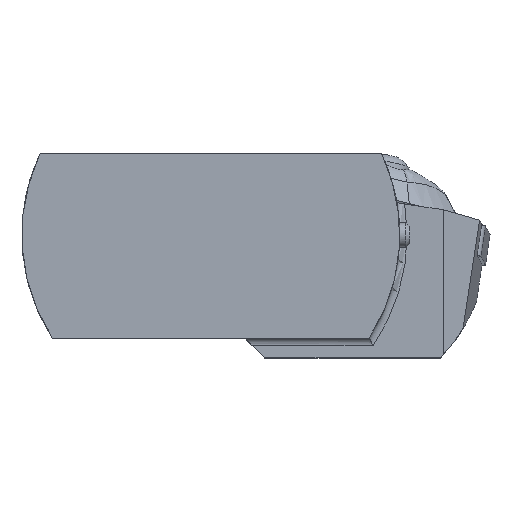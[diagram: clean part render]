
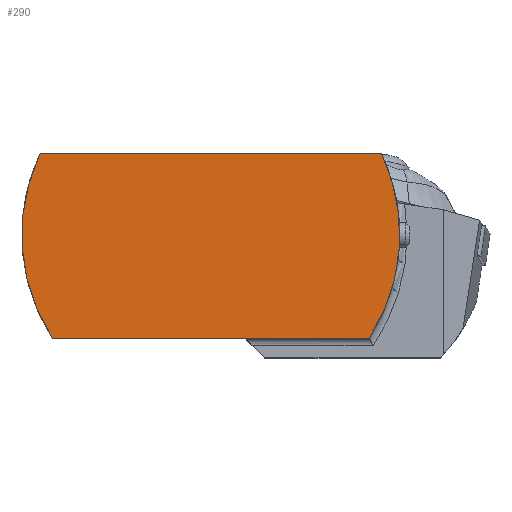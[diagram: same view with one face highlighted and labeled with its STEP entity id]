
A CAD part, top view. The second image highlights one B-rep face of the part: STEP entity #290.
In plain terms, the highlighted planar face has unit normal (0, 0, 1).
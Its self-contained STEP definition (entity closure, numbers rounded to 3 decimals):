
#151=PLANE('',#1656);
#215=FACE_OUTER_BOUND('',#678,.T.);
#290=ADVANCED_FACE('',(#215),#151,.T.);
#353=CIRCLE('',#1549,38.5);
#357=CIRCLE('',#1557,38.5);
#391=LINE('',#2155,#485);
#398=LINE('',#2199,#492);
#485=VECTOR('',#1707,1.);
#492=VECTOR('',#1728,1.);
#678=EDGE_LOOP('',(#1041,#1042,#1043,#1044));
#1041=ORIENTED_EDGE('',*,*,#1236,.F.);
#1042=ORIENTED_EDGE('',*,*,#1256,.F.);
#1043=ORIENTED_EDGE('',*,*,#1249,.F.);
#1044=ORIENTED_EDGE('',*,*,#1243,.F.);
#1099=VERTEX_POINT('',#2125);
#1100=VERTEX_POINT('',#2127);
#1106=VERTEX_POINT('',#2156);
#1111=VERTEX_POINT('',#2168);
#1236=EDGE_CURVE('',#1099,#1100,#353,.T.);
#1243=EDGE_CURVE('',#1100,#1106,#391,.T.);
#1249=EDGE_CURVE('',#1106,#1111,#357,.T.);
#1256=EDGE_CURVE('',#1111,#1099,#398,.T.);
#1549=AXIS2_PLACEMENT_3D('',#2126,#1694,#1695);
#1557=AXIS2_PLACEMENT_3D('',#2167,#1716,#1717);
#1656=AXIS2_PLACEMENT_3D('',#2937,#1985,#1986);
#1694=DIRECTION('',(0.,0.,-1.));
#1695=DIRECTION('',(1.,0.,0.));
#1707=DIRECTION('',(-1.,0.,0.));
#1716=DIRECTION('',(0.,0.,-1.));
#1717=DIRECTION('',(1.,0.,0.));
#1728=DIRECTION('',(1.,0.,0.));
#1985=DIRECTION('',(0.,0.,1.));
#1986=DIRECTION('',(1.,0.,0.));
#2125=CARTESIAN_POINT('',(34.785,16.5,0.));
#2126=CARTESIAN_POINT('',(0.,0.,0.));
#2127=CARTESIAN_POINT('',(32.268,-21.,0.));
#2155=CARTESIAN_POINT('',(-32.268,-21.,0.));
#2156=CARTESIAN_POINT('',(-32.268,-21.,0.));
#2167=CARTESIAN_POINT('',(0.,0.,0.));
#2168=CARTESIAN_POINT('',(-34.785,16.5,0.));
#2199=CARTESIAN_POINT('',(45.,16.5,0.));
#2937=CARTESIAN_POINT('',(0.,0.,0.));
